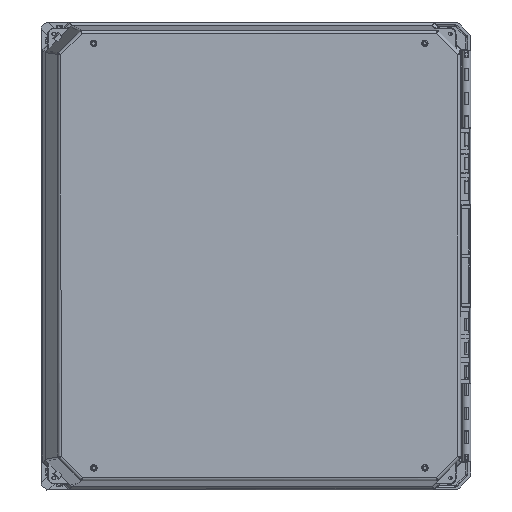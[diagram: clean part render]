
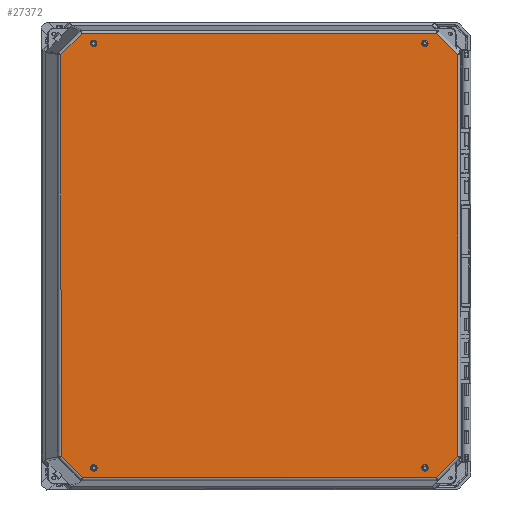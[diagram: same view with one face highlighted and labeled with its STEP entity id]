
A CAD part, top view. The second image highlights one B-rep face of the part: STEP entity #27372.
In plain terms, the highlighted face is planar.
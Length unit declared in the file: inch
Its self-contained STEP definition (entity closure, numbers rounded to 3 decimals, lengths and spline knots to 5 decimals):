
#40 = LINE ( 'NONE', #11151, #16131 ) ;
#66 = CARTESIAN_POINT ( 'NONE',  ( -16.43508, 2.07137, -10.02146 ) ) ;
#197 = ORIENTED_EDGE ( 'NONE', *, *, #73631, .T. ) ;
#1347 = ORIENTED_EDGE ( 'NONE', *, *, #58415, .T. ) ;
#3473 = DIRECTION ( 'NONE',  ( 0.017, -0.017, 1. ) ) ;
#6359 = CIRCLE ( 'NONE', #30483, 0.136 ) ;
#7540 = DIRECTION ( 'NONE',  ( 0.017, -0.017, 1. ) ) ;
#8253 = CARTESIAN_POINT ( 'NONE',  ( 0.33584, 2.07648, -10.31416 ) ) ;
#8368 = VECTOR ( 'NONE', #23418, 39.37008 ) ;
#8382 = CARTESIAN_POINT ( 'NONE',  ( -15.04855, 18.26694, -9.76302 ) ) ;
#8771 = VERTEX_POINT ( 'NONE', #58380 ) ;
#9160 = LINE ( 'NONE', #72950, #58544 ) ;
#9409 = CARTESIAN_POINT ( 'NONE',  ( -1.05069, 18.13523, -10.00969 ) ) ;
#11151 = CARTESIAN_POINT ( 'NONE',  ( -15.54083, -0.08915, -10.07478 ) ) ;
#11208 = DIRECTION ( 'NONE',  ( 0.017, -0.017, 1. ) ) ;
#11975 = ORIENTED_EDGE ( 'NONE', *, *, #79983, .T. ) ;
#12513 = DIRECTION ( 'NONE',  ( 1., 0., -0.017 ) ) ;
#12645 = EDGE_CURVE ( 'NONE', #46588, #31870, #68773, .T. ) ;
#12776 = DIRECTION ( 'NONE',  ( 0., 1., 0.017 ) ) ;
#13126 = LINE ( 'NONE', #56566, #80032 ) ;
#14489 = LINE ( 'NONE', #72140, #8368 ) ;
#15630 = EDGE_CURVE ( 'NONE', #8771, #43280, #41575, .T. ) ;
#16051 = CARTESIAN_POINT ( 'NONE',  ( -1.05069, 18.40719, -10.00494 ) ) ;
#16093 = EDGE_CURVE ( 'NONE', #60295, #63500, #24098, .T. ) ;
#16131 = VECTOR ( 'NONE', #55049, 39.37008 ) ;
#16409 = VERTEX_POINT ( 'NONE', #67033 ) ;
#17117 = CARTESIAN_POINT ( 'NONE',  ( -15.04855, 18.40292, -9.76064 ) ) ;
#18091 = DIRECTION ( 'NONE',  ( 0., -1., -0.017 ) ) ;
#18748 = CARTESIAN_POINT ( 'NONE',  ( -1.05069, 0.32994, -10.32043 ) ) ;
#18924 = DIRECTION ( 'NONE',  ( 0.017, -0.017, 1. ) ) ;
#19075 = ORIENTED_EDGE ( 'NONE', *, *, #15630, .T. ) ;
#19137 = FACE_BOUND ( 'NONE', #68984, .T. ) ;
#19549 = CIRCLE ( 'NONE', #81421, 0.136 ) ;
#21371 = AXIS2_PLACEMENT_3D ( 'NONE', #50467, #7540, #57099 ) ;
#21560 = VERTEX_POINT ( 'NONE', #26436 ) ;
#21922 = DIRECTION ( 'NONE',  ( -1., 0., 0.017 ) ) ;
#22707 = VERTEX_POINT ( 'NONE', #49101 ) ;
#22816 = EDGE_CURVE ( 'NONE', #51695, #22707, #13126, .T. ) ;
#23418 = DIRECTION ( 'NONE',  ( 0.707, 0.707, 0. ) ) ;
#24098 = CIRCLE ( 'NONE', #27049, 0.136 ) ;
#25064 = DIRECTION ( 'NONE',  ( 0.017, -0.017, 1. ) ) ;
#25313 = DIRECTION ( 'NONE',  ( -1., 0., 0.017 ) ) ;
#25816 = CARTESIAN_POINT ( 'NONE',  ( -15.12711, 18.68159, -9.75441 ) ) ;
#26436 = CARTESIAN_POINT ( 'NONE',  ( -1.18667, 0.3299, -10.31806 ) ) ;
#26828 = DIRECTION ( 'NONE',  ( 0.707, -0.707, -0.025 ) ) ;
#27049 = AXIS2_PLACEMENT_3D ( 'NONE', #90265, #25064, #82706 ) ;
#27091 = ORIENTED_EDGE ( 'NONE', *, *, #49330, .T. ) ;
#27372 = ADVANCED_FACE ( 'NONE', ( #32381, #39918, #19137, #83862, #34240 ), #61224, .T. ) ;
#27602 = ORIENTED_EDGE ( 'NONE', *, *, #37101, .T. ) ;
#28695 = CARTESIAN_POINT ( 'NONE',  ( -15.54083, -0.08915, -10.07478 ) ) ;
#28866 = EDGE_LOOP ( 'NONE', ( #92926, #32560 ) ) ;
#29212 = AXIS2_PLACEMENT_3D ( 'NONE', #86100, #42626, #56803 ) ;
#29460 = LINE ( 'NONE', #92334, #86428 ) ;
#29723 = ORIENTED_EDGE ( 'NONE', *, *, #22816, .T. ) ;
#30483 = AXIS2_PLACEMENT_3D ( 'NONE', #18748, #11208, #47560 ) ;
#31870 = VERTEX_POINT ( 'NONE', #88730 ) ;
#32381 = FACE_OUTER_BOUND ( 'NONE', #93055, .T. ) ;
#32560 = ORIENTED_EDGE ( 'NONE', *, *, #71511, .T. ) ;
#33355 = DIRECTION ( 'NONE',  ( 1., 0., -0.017 ) ) ;
#33997 = AXIS2_PLACEMENT_3D ( 'NONE', #76310, #68318, #12513 ) ;
#34240 = FACE_BOUND ( 'NONE', #28866, .T. ) ;
#34255 = AXIS2_PLACEMENT_3D ( 'NONE', #54815, #18924, #82274 ) ;
#35626 = LINE ( 'NONE', #8253, #40953 ) ;
#36404 = CIRCLE ( 'NONE', #90709, 0.136 ) ;
#36757 = ORIENTED_EDGE ( 'NONE', *, *, #87571, .T. ) ;
#37101 = EDGE_CURVE ( 'NONE', #16409, #75724, #29460, .T. ) ;
#39064 = EDGE_CURVE ( 'NONE', #82965, #8771, #40, .T. ) ;
#39918 = FACE_BOUND ( 'NONE', #43290, .T. ) ;
#40032 = EDGE_CURVE ( 'NONE', #79135, #63654, #72079, .T. ) ;
#40059 = ORIENTED_EDGE ( 'NONE', *, *, #51568, .T. ) ;
#40953 = VECTOR ( 'NONE', #85724, 39.37008 ) ;
#41575 = LINE ( 'NONE', #66, #60167 ) ;
#42382 = CARTESIAN_POINT ( 'NONE',  ( -15.04855, 18.13096, -9.76539 ) ) ;
#42626 = DIRECTION ( 'NONE',  ( 0.017, -0.017, 1. ) ) ;
#43280 = VERTEX_POINT ( 'NONE', #80900 ) ;
#43290 = EDGE_LOOP ( 'NONE', ( #64613, #44645 ) ) ;
#43379 = DIRECTION ( 'NONE',  ( 1., 0., -0.017 ) ) ;
#43623 = EDGE_LOOP ( 'NONE', ( #49850, #36757 ) ) ;
#44645 = ORIENTED_EDGE ( 'NONE', *, *, #40032, .T. ) ;
#45760 = CIRCLE ( 'NONE', #29212, 0.136 ) ;
#46588 = VERTEX_POINT ( 'NONE', #52796 ) ;
#47560 = DIRECTION ( 'NONE',  ( 1., 0., -0.017 ) ) ;
#47942 = CARTESIAN_POINT ( 'NONE',  ( -15.12711, 2.07177, -10.04429 ) ) ;
#49101 = CARTESIAN_POINT ( 'NONE',  ( 0.33584, 17.79205, -10.03988 ) ) ;
#49168 = CARTESIAN_POINT ( 'NONE',  ( -0.55841, -0.08458, -10.33626 ) ) ;
#49330 = EDGE_CURVE ( 'NONE', #51179, #21560, #78698, .T. ) ;
#49850 = ORIENTED_EDGE ( 'NONE', *, *, #12645, .T. ) ;
#50467 = CARTESIAN_POINT ( 'NONE',  ( -1.05069, 0.32994, -10.32043 ) ) ;
#51165 = DIRECTION ( 'NONE',  ( -0.707, -0.707, 0. ) ) ;
#51179 = VERTEX_POINT ( 'NONE', #74584 ) ;
#51568 = EDGE_CURVE ( 'NONE', #22707, #16409, #35626, .T. ) ;
#51695 = VERTEX_POINT ( 'NONE', #54898 ) ;
#52796 = CARTESIAN_POINT ( 'NONE',  ( -14.91258, 0.32572, -10.07851 ) ) ;
#54815 = CARTESIAN_POINT ( 'NONE',  ( -15.04855, 18.26694, -9.76302 ) ) ;
#54898 = CARTESIAN_POINT ( 'NONE',  ( -0.55841, 18.68603, -10.00867 ) ) ;
#55049 = DIRECTION ( 'NONE',  ( -0.707, 0.707, 0.025 ) ) ;
#56566 = CARTESIAN_POINT ( 'NONE',  ( -0.55841, 18.68603, -10.00867 ) ) ;
#56803 = DIRECTION ( 'NONE',  ( 0., -1., -0.017 ) ) ;
#57099 = DIRECTION ( 'NONE',  ( 1., 0., -0.017 ) ) ;
#58380 = CARTESIAN_POINT ( 'NONE',  ( -16.43508, 0.80483, -10.04357 ) ) ;
#58415 = EDGE_CURVE ( 'NONE', #43280, #68605, #14489, .T. ) ;
#58544 = VECTOR ( 'NONE', #21922, 39.37008 ) ;
#60167 = VECTOR ( 'NONE', #12776, 39.37008 ) ;
#60295 = VERTEX_POINT ( 'NONE', #9409 ) ;
#61224 = PLANE ( 'NONE',  #86354 ) ;
#63500 = VERTEX_POINT ( 'NONE', #16051 ) ;
#63654 = VERTEX_POINT ( 'NONE', #42382 ) ;
#64613 = ORIENTED_EDGE ( 'NONE', *, *, #83156, .T. ) ;
#65391 = CARTESIAN_POINT ( 'NONE',  ( -15.54083, 18.68146, -9.74719 ) ) ;
#67033 = CARTESIAN_POINT ( 'NONE',  ( 0.33584, 0.80994, -10.33626 ) ) ;
#68318 = DIRECTION ( 'NONE',  ( 0.017, -0.017, 1. ) ) ;
#68605 = VERTEX_POINT ( 'NONE', #65391 ) ;
#68773 = CIRCLE ( 'NONE', #33997, 0.136 ) ;
#68984 = EDGE_LOOP ( 'NONE', ( #27091, #74130 ) ) ;
#71304 = CARTESIAN_POINT ( 'NONE',  ( -15.04855, 0.32567, -10.07614 ) ) ;
#71511 = EDGE_CURVE ( 'NONE', #63500, #60295, #45760, .T. ) ;
#72079 = CIRCLE ( 'NONE', #34255, 0.136 ) ;
#72140 = CARTESIAN_POINT ( 'NONE',  ( -16.43508, 17.78694, -9.74719 ) ) ;
#72950 = CARTESIAN_POINT ( 'NONE',  ( -15.12711, -0.08902, -10.082 ) ) ;
#73631 = EDGE_CURVE ( 'NONE', #68605, #51695, #75461, .T. ) ;
#74130 = ORIENTED_EDGE ( 'NONE', *, *, #88808, .T. ) ;
#74584 = CARTESIAN_POINT ( 'NONE',  ( -0.91471, 0.32998, -10.32281 ) ) ;
#75461 = LINE ( 'NONE', #25816, #76192 ) ;
#75724 = VERTEX_POINT ( 'NONE', #49168 ) ;
#76192 = VECTOR ( 'NONE', #33355, 39.37008 ) ;
#76310 = CARTESIAN_POINT ( 'NONE',  ( -15.04855, 0.32567, -10.07614 ) ) ;
#78377 = DIRECTION ( 'NONE',  ( 0.017, -0.017, 1. ) ) ;
#78698 = CIRCLE ( 'NONE', #21371, 0.136 ) ;
#79135 = VERTEX_POINT ( 'NONE', #17117 ) ;
#79659 = ORIENTED_EDGE ( 'NONE', *, *, #39064, .T. ) ;
#79983 = EDGE_CURVE ( 'NONE', #75724, #82965, #9160, .T. ) ;
#80032 = VECTOR ( 'NONE', #26828, 39.37008 ) ;
#80900 = CARTESIAN_POINT ( 'NONE',  ( -16.43508, 17.78694, -9.74719 ) ) ;
#81421 = AXIS2_PLACEMENT_3D ( 'NONE', #8382, #3473, #18091 ) ;
#82274 = DIRECTION ( 'NONE',  ( 0., -1., -0.017 ) ) ;
#82706 = DIRECTION ( 'NONE',  ( 0., -1., -0.017 ) ) ;
#82965 = VERTEX_POINT ( 'NONE', #28695 ) ;
#83156 = EDGE_CURVE ( 'NONE', #63654, #79135, #19549, .T. ) ;
#83862 = FACE_BOUND ( 'NONE', #43623, .T. ) ;
#85724 = DIRECTION ( 'NONE',  ( 0., -1., -0.017 ) ) ;
#86100 = CARTESIAN_POINT ( 'NONE',  ( -1.05069, 18.27121, -10.00731 ) ) ;
#86354 = AXIS2_PLACEMENT_3D ( 'NONE', #47942, #90047, #25313 ) ;
#86428 = VECTOR ( 'NONE', #51165, 39.37008 ) ;
#87571 = EDGE_CURVE ( 'NONE', #31870, #46588, #36404, .T. ) ;
#88730 = CARTESIAN_POINT ( 'NONE',  ( -15.18453, 0.32563, -10.07376 ) ) ;
#88808 = EDGE_CURVE ( 'NONE', #21560, #51179, #6359, .T. ) ;
#90047 = DIRECTION ( 'NONE',  ( -0.017, 0.017, -1. ) ) ;
#90265 = CARTESIAN_POINT ( 'NONE',  ( -1.05069, 18.27121, -10.00731 ) ) ;
#90709 = AXIS2_PLACEMENT_3D ( 'NONE', #71304, #78377, #43379 ) ;
#92334 = CARTESIAN_POINT ( 'NONE',  ( 0.33584, 0.80994, -10.33626 ) ) ;
#92926 = ORIENTED_EDGE ( 'NONE', *, *, #16093, .T. ) ;
#93055 = EDGE_LOOP ( 'NONE', ( #19075, #1347, #197, #29723, #40059, #27602, #11975, #79659 ) ) ;
